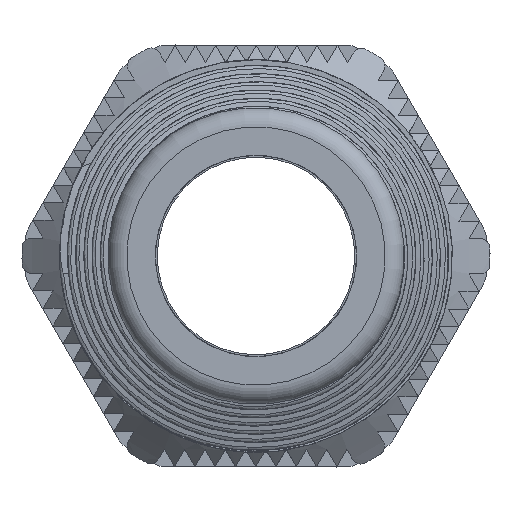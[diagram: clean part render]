
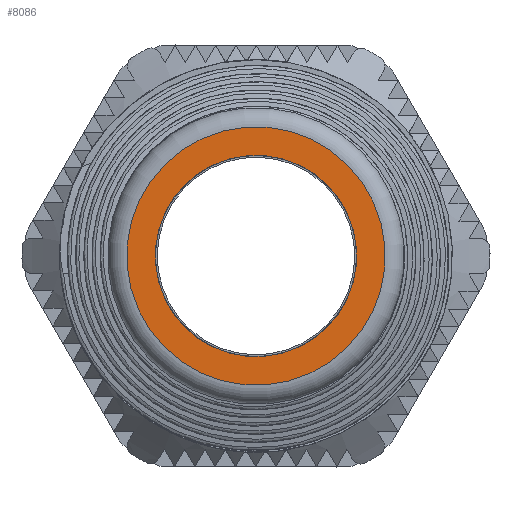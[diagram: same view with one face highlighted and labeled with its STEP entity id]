
A CAD part, left-side view. The second image highlights one B-rep face of the part: STEP entity #8086.
In plain terms, the highlighted face is planar.
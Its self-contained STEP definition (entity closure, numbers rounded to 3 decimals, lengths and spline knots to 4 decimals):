
#1576=PLANE('',#8874);
#1930=FACE_BOUND('',#2884,.T.);
#1931=FACE_BOUND('',#2885,.T.);
#2884=EDGE_LOOP('',(#7544));
#2885=EDGE_LOOP('',(#7545));
#3253=CIRCLE('',#8872,6.74);
#3255=CIRCLE('',#8875,5.25);
#4002=VERTEX_POINT('',#27830);
#4004=VERTEX_POINT('',#27835);
#5188=EDGE_CURVE('',#4002,#4002,#3253,.T.);
#5190=EDGE_CURVE('',#4004,#4004,#3255,.T.);
#7544=ORIENTED_EDGE('',*,*,#5190,.T.);
#7545=ORIENTED_EDGE('',*,*,#5188,.F.);
#8086=ADVANCED_FACE('',(#1930,#1931),#1576,.T.);
#8872=AXIS2_PLACEMENT_3D('',#27831,#10981,#10982);
#8874=AXIS2_PLACEMENT_3D('',#27834,#10985,#10986);
#8875=AXIS2_PLACEMENT_3D('',#27836,#10987,#10988);
#10981=DIRECTION('center_axis',(-1.,0.,0.));
#10982=DIRECTION('ref_axis',(0.,0.,
-1.));
#10985=DIRECTION('center_axis',(1.,0.,0.));
#10986=DIRECTION('ref_axis',(0.,0.,-1.));
#10987=DIRECTION('center_axis',(-1.,0.,0.));
#10988=DIRECTION('ref_axis',(0.,0.,1.));
#27830=CARTESIAN_POINT('',(7.,0.,6.74));
#27831=CARTESIAN_POINT('Origin',(7.,0.,0.));
#27834=CARTESIAN_POINT('Origin',(7.,0.,7.74));
#27835=CARTESIAN_POINT('',(7.,0.,5.25));
#27836=CARTESIAN_POINT('Origin',(7.,0.,0.));
